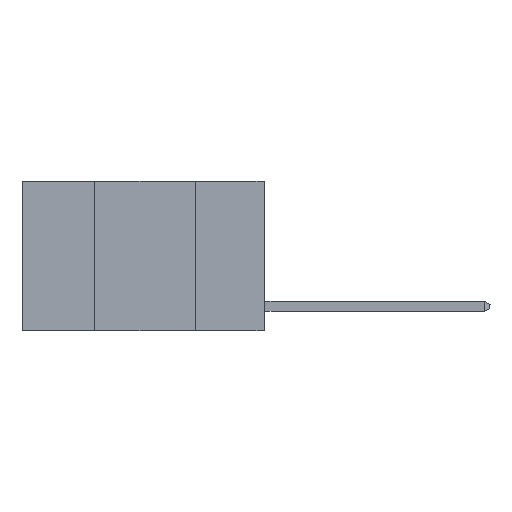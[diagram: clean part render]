
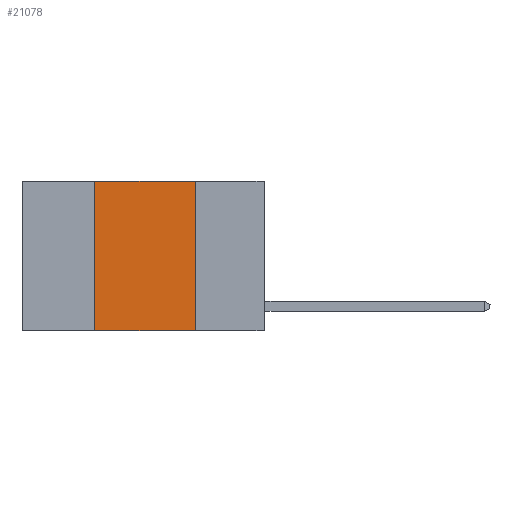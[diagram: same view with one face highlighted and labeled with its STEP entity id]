
A CAD part, left-side view. The second image highlights one B-rep face of the part: STEP entity #21078.
In plain terms, the highlighted planar face has unit normal (-1, 0, 0).
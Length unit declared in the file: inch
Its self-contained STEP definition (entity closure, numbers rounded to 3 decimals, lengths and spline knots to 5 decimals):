
#452 = DIRECTION ( 'NONE',  ( 0., 0., -1. ) ) ;
#1339 = ORIENTED_EDGE ( 'NONE', *, *, #4793, .F. ) ;
#1824 = VERTEX_POINT ( 'NONE', #16868 ) ;
#2334 = CARTESIAN_POINT ( 'NONE',  ( 0., 0.17, 0. ) ) ;
#3155 = LINE ( 'NONE', #11135, #12209 ) ;
#3454 = CARTESIAN_POINT ( 'NONE',  ( 0., 0.42, 0. ) ) ;
#3606 = VERTEX_POINT ( 'NONE', #24240 ) ;
#3641 = VERTEX_POINT ( 'NONE', #12833 ) ;
#3895 = ORIENTED_EDGE ( 'NONE', *, *, #6297, .T. ) ;
#4413 = VERTEX_POINT ( 'NONE', #3454 ) ;
#4793 = EDGE_CURVE ( 'NONE', #3606, #1824, #23875, .T. ) ;
#6297 = EDGE_CURVE ( 'NONE', #3641, #1824, #10337, .T. ) ;
#6413 = AXIS2_PLACEMENT_3D ( 'NONE', #6833, #20237, #8767 ) ;
#6833 = CARTESIAN_POINT ( 'NONE',  ( 0., 0.6, 0. ) ) ;
#8767 = DIRECTION ( 'NONE',  ( 0., 0., -1. ) ) ;
#8913 = CARTESIAN_POINT ( 'NONE',  ( 0., 0.6, -0.37 ) ) ;
#10337 = LINE ( 'NONE', #8913, #19920 ) ;
#11135 = CARTESIAN_POINT ( 'NONE',  ( 0., 0.42, 0. ) ) ;
#12209 = VECTOR ( 'NONE', #20668, 39.37008 ) ;
#12833 = CARTESIAN_POINT ( 'NONE',  ( 0., 0.42, -0.37 ) ) ;
#13676 = VECTOR ( 'NONE', #452, 39.37008 ) ;
#14477 = PLANE ( 'NONE',  #6413 ) ;
#16868 = CARTESIAN_POINT ( 'NONE',  ( 0., 0.17, -0.37 ) ) ;
#16917 = EDGE_CURVE ( 'NONE', #4413, #3606, #19651, .T. ) ;
#17567 = DIRECTION ( 'NONE',  ( 0., -1., 0. ) ) ;
#19051 = VECTOR ( 'NONE', #17567, 39.37008 ) ;
#19543 = CARTESIAN_POINT ( 'NONE',  ( 0., 0.6, 0. ) ) ;
#19651 = LINE ( 'NONE', #19543, #19051 ) ;
#19920 = VECTOR ( 'NONE', #22385, 39.37008 ) ;
#19980 = FACE_OUTER_BOUND ( 'NONE', #20695, .T. ) ;
#20237 = DIRECTION ( 'NONE',  ( 1., 0., 0. ) ) ;
#20567 = EDGE_CURVE ( 'NONE', #3641, #4413, #3155, .T. ) ;
#20668 = DIRECTION ( 'NONE',  ( 0., 0., 1. ) ) ;
#20695 = EDGE_LOOP ( 'NONE', ( #1339, #23775, #22783, #3895 ) ) ;
#21078 = ADVANCED_FACE ( 'NONE', ( #19980 ), #14477, .F. ) ;
#22385 = DIRECTION ( 'NONE',  ( 0., -1., 0. ) ) ;
#22783 = ORIENTED_EDGE ( 'NONE', *, *, #20567, .F. ) ;
#23775 = ORIENTED_EDGE ( 'NONE', *, *, #16917, .F. ) ;
#23875 = LINE ( 'NONE', #2334, #13676 ) ;
#24240 = CARTESIAN_POINT ( 'NONE',  ( 0., 0.17, 0. ) ) ;
